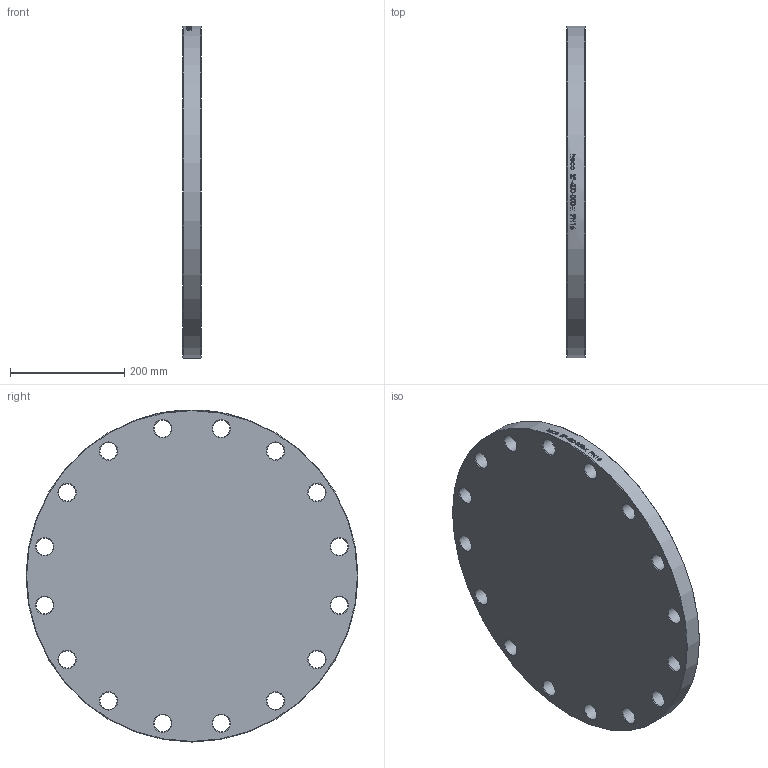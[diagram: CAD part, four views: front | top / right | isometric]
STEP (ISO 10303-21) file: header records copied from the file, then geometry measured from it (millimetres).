
FILE_DESCRIPTION (( 'STEP AP214' ), '1' );
FILE_NAME ('BF-400-000-x Blindflansch PN16 DIN2527 EN1092 2103.STEP', '2021-03-08T08:49:17', ( '' ), ( '' ), 'SwSTEP 2.0', 'SolidWorks 2019', '' );
FILE_SCHEMA (( 'AUTOMOTIVE_DESIGN' ));
Length unit declared in the file: millimetre
Products named in the file (1): BF-400-000-x Blindflansch PN16 DIN2527 EN1092 2103
Bounding box: 32 x 580 x 580 mm (x, y, z)
Volume: 8088528.7 mm3; surface area: 608487.9 mm2
Topology: 1 solids, 1 shells, 85 faces, 339 edges, 287 vertices
Faces by surface type: cylinder 49, cone 34, plane 2
Full cylindrical faces by diameter (mm): 30 x16, 580 x1
Entity records: 8385 total; most frequent: CARTESIAN_POINT 5560, ORIENTED_EDGE 536, DIRECTION 427, EDGE_CURVE 268, VERTEX_POINT 268, EDGE_LOOP 200, AXIS2_PLACEMENT_3D 197, B_SPLINE_CURVE_WITH_KNOTS 124
